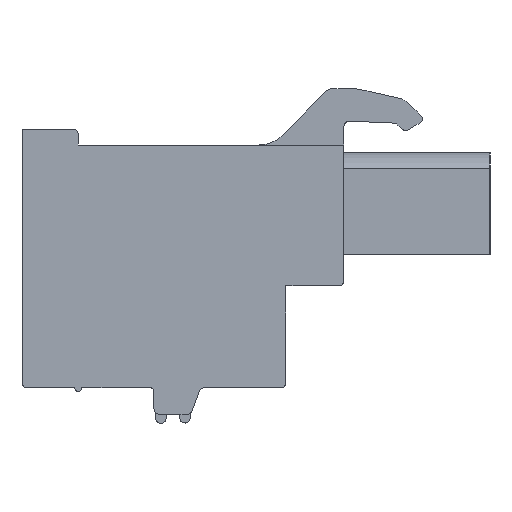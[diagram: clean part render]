
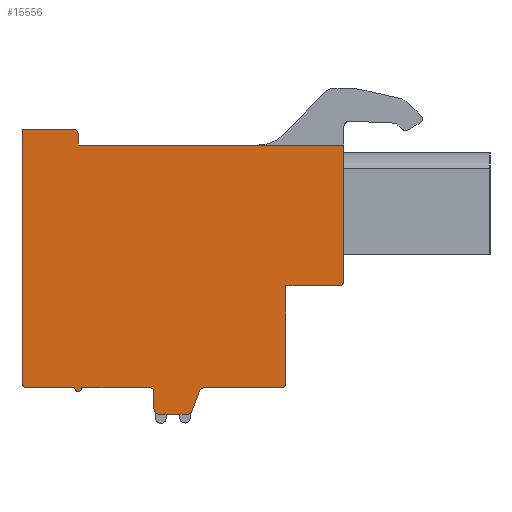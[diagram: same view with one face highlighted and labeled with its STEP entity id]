
A CAD part, left-side view. The second image highlights one B-rep face of the part: STEP entity #15556.
In plain terms, the highlighted planar face has unit normal (-1, 0, 0).
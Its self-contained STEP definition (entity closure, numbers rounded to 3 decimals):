
#102=DIRECTION('',(0.,0.,1.));
#103=VECTOR('',#102,5.5);
#104=CARTESIAN_POINT('',(-97.14,-2.36,-6.54));
#105=LINE('',#104,#103);
#110=CARTESIAN_POINT('',(-97.14,-5.36,-0.74));
#111=DIRECTION('',(1.,0.,0.));
#112=DIRECTION('',(0.,-1.,0.));
#113=AXIS2_PLACEMENT_3D('',#110,#111,#112);
#115=DIRECTION('',(0.,-1.,0.));
#116=VECTOR('',#115,3.);
#117=CARTESIAN_POINT('',(-97.14,-2.36,-1.04));
#118=LINE('',#117,#116);
#119=CARTESIAN_POINT('',(-97.14,-2.06,-6.54));
#120=DIRECTION('',(1.,0.,0.));
#121=DIRECTION('',(0.,-1.,0.));
#122=AXIS2_PLACEMENT_3D('',#119,#120,#121);
#124=DIRECTION('',(0.,1.,0.));
#125=VECTOR('',#124,4.34);
#126=CARTESIAN_POINT('',(-97.14,-2.06,-6.84));
#127=LINE('',#126,#125);
#128=CARTESIAN_POINT('',(-97.14,2.28,-7.14));
#129=DIRECTION('',(-1.,0.,0.));
#130=DIRECTION('',(0.,0.,1.));
#131=AXIS2_PLACEMENT_3D('',#128,#129,#130);
#133=DIRECTION('',(0.,0.345,-0.939));
#134=VECTOR('',#133,1.179);
#135=CARTESIAN_POINT('',(-97.14,2.562,-7.037));
#136=LINE('',#135,#134);
#137=CARTESIAN_POINT('',(-97.14,3.25,-8.04));
#138=DIRECTION('',(1.,0.,0.));
#139=DIRECTION('',(0.,-0.939,-0.345));
#140=AXIS2_PLACEMENT_3D('',#137,#138,#139);
#142=DIRECTION('',(0.,1.,0.));
#143=VECTOR('',#142,1.59);
#144=CARTESIAN_POINT('',(-97.14,3.25,-8.34));
#145=LINE('',#144,#143);
#146=CARTESIAN_POINT('',(-97.14,4.84,-8.04));
#147=DIRECTION('',(1.,0.,0.));
#148=DIRECTION('',(0.,0.,-1.));
#149=AXIS2_PLACEMENT_3D('',#146,#147,#148);
#151=DIRECTION('',(0.,0.,1.));
#152=VECTOR('',#151,1.);
#153=CARTESIAN_POINT('',(-97.14,5.14,-8.04));
#154=LINE('',#153,#152);
#155=CARTESIAN_POINT('',(-97.14,5.34,-7.04));
#156=DIRECTION('',(-1.,0.,0.));
#157=DIRECTION('',(0.,-1.,0.));
#158=AXIS2_PLACEMENT_3D('',#155,#156,#157);
#160=DIRECTION('',(0.,1.,0.));
#161=VECTOR('',#160,3.9);
#162=CARTESIAN_POINT('',(-97.14,5.34,-6.84));
#163=LINE('',#162,#161);
#164=CARTESIAN_POINT('',(-97.14,9.44,-6.84));
#165=DIRECTION('',(1.,0.,0.));
#166=DIRECTION('',(0.,-1.,0.));
#167=AXIS2_PLACEMENT_3D('',#164,#165,#166);
#169=DIRECTION('',(0.,1.,0.));
#170=VECTOR('',#169,2.7);
#171=CARTESIAN_POINT('',(-97.14,9.64,-6.84));
#172=LINE('',#171,#170);
#173=CARTESIAN_POINT('',(-97.14,12.34,-6.54));
#174=DIRECTION('',(1.,0.,0.));
#175=DIRECTION('',(0.,0.,-1.));
#176=AXIS2_PLACEMENT_3D('',#173,#174,#175);
#178=DIRECTION('',(0.,0.,1.));
#179=VECTOR('',#178,14.4);
#180=CARTESIAN_POINT('',(-97.14,12.64,-6.54));
#181=LINE('',#180,#179);
#182=DIRECTION('',(0.,-1.,0.));
#183=VECTOR('',#182,2.9);
#184=CARTESIAN_POINT('',(-97.14,12.64,7.86));
#185=LINE('',#184,#183);
#186=CARTESIAN_POINT('',(-97.14,9.74,7.56));
#187=DIRECTION('',(1.,0.,0.));
#188=DIRECTION('',(0.,0.,1.));
#189=AXIS2_PLACEMENT_3D('',#186,#187,#188);
#191=DIRECTION('',(0.,0.,-1.));
#192=VECTOR('',#191,0.6);
#193=CARTESIAN_POINT('',(-97.14,9.44,7.56));
#194=LINE('',#193,#192);
#195=DIRECTION('',(0.,-1.,0.));
#196=VECTOR('',#195,15.1);
#197=CARTESIAN_POINT('',(-97.14,9.44,6.96));
#198=LINE('',#197,#196);
#4621=DIRECTION('',(0.,0.,1.));
#4622=VECTOR('',#4621,7.7);
#4623=CARTESIAN_POINT('',(-97.14,-5.66,-0.74));
#4624=LINE('',#4623,#4622);
#11771=CARTESIAN_POINT('',(-97.14,9.44,6.96));
#11772=CARTESIAN_POINT('',(-97.14,-5.66,6.96));
#11773=VERTEX_POINT('',#11771);
#11774=VERTEX_POINT('',#11772);
#11775=CARTESIAN_POINT('',(-97.14,-2.36,-6.54));
#11776=CARTESIAN_POINT('',(-97.14,-2.06,-6.84));
#11777=VERTEX_POINT('',#11775);
#11778=VERTEX_POINT('',#11776);
#11779=CARTESIAN_POINT('',(-97.14,2.28,-6.84));
#11780=VERTEX_POINT('',#11779);
#11781=CARTESIAN_POINT('',(-97.14,2.562,-7.037));
#11782=VERTEX_POINT('',#11781);
#11783=CARTESIAN_POINT('',(-97.14,2.968,-8.143));
#11784=VERTEX_POINT('',#11783);
#11785=CARTESIAN_POINT('',(-97.14,3.25,-8.34));
#11786=VERTEX_POINT('',#11785);
#11787=CARTESIAN_POINT('',(-97.14,4.84,-8.34));
#11788=VERTEX_POINT('',#11787);
#11789=CARTESIAN_POINT('',(-97.14,5.14,-8.04));
#11790=VERTEX_POINT('',#11789);
#11791=CARTESIAN_POINT('',(-97.14,5.14,-7.04));
#11792=VERTEX_POINT('',#11791);
#11793=CARTESIAN_POINT('',(-97.14,5.34,-6.84));
#11794=VERTEX_POINT('',#11793);
#11795=CARTESIAN_POINT('',(-97.14,9.24,-6.84));
#11796=VERTEX_POINT('',#11795);
#11797=CARTESIAN_POINT('',(-97.14,9.64,-6.84));
#11798=VERTEX_POINT('',#11797);
#11799=CARTESIAN_POINT('',(-97.14,12.34,-6.84));
#11800=VERTEX_POINT('',#11799);
#11801=CARTESIAN_POINT('',(-97.14,12.64,-6.54));
#11802=VERTEX_POINT('',#11801);
#11803=CARTESIAN_POINT('',(-97.14,12.64,7.86));
#11804=VERTEX_POINT('',#11803);
#11805=CARTESIAN_POINT('',(-97.14,9.74,7.86));
#11806=VERTEX_POINT('',#11805);
#11807=CARTESIAN_POINT('',(-97.14,9.44,7.56));
#11808=VERTEX_POINT('',#11807);
#15339=CARTESIAN_POINT('',(-97.14,-5.66,-0.74));
#15340=VERTEX_POINT('',#15339);
#15341=CARTESIAN_POINT('',(-97.14,-2.36,-1.04));
#15342=VERTEX_POINT('',#15341);
#15343=CARTESIAN_POINT('',(-97.14,-5.36,-1.04));
#15344=VERTEX_POINT('',#15343);
#15508=CARTESIAN_POINT('',(-97.14,0.,0.));
#15509=DIRECTION('',(1.,0.,0.));
#15510=DIRECTION('',(0.,-1.,0.));
#15511=AXIS2_PLACEMENT_3D('',#15508,#15509,#15510);
#15512=PLANE('',#15511);
#15513=ORIENTED_EDGE('',*,*,#15472,.T.);
#15514=ORIENTED_EDGE('',*,*,#15487,.F.);
#15515=ORIENTED_EDGE('',*,*,#15499,.F.);
#15517=ORIENTED_EDGE('',*,*,#15516,.T.);
#15519=ORIENTED_EDGE('',*,*,#15518,.T.);
#15521=ORIENTED_EDGE('',*,*,#15520,.T.);
#15523=ORIENTED_EDGE('',*,*,#15522,.T.);
#15525=ORIENTED_EDGE('',*,*,#15524,.T.);
#15527=ORIENTED_EDGE('',*,*,#15526,.T.);
#15529=ORIENTED_EDGE('',*,*,#15528,.T.);
#15531=ORIENTED_EDGE('',*,*,#15530,.T.);
#15533=ORIENTED_EDGE('',*,*,#15532,.T.);
#15535=ORIENTED_EDGE('',*,*,#15534,.T.);
#15537=ORIENTED_EDGE('',*,*,#15536,.T.);
#15539=ORIENTED_EDGE('',*,*,#15538,.T.);
#15541=ORIENTED_EDGE('',*,*,#15540,.T.);
#15543=ORIENTED_EDGE('',*,*,#15542,.T.);
#15545=ORIENTED_EDGE('',*,*,#15544,.T.);
#15547=ORIENTED_EDGE('',*,*,#15546,.T.);
#15549=ORIENTED_EDGE('',*,*,#15548,.T.);
#15551=ORIENTED_EDGE('',*,*,#15550,.T.);
#15553=ORIENTED_EDGE('',*,*,#15552,.F.);
#15554=EDGE_LOOP('',(#15513,#15514,#15515,#15517,#15519,#15521,#15523,#15525,
#15527,#15529,#15531,#15533,#15535,#15537,#15539,#15541,#15543,#15545,#15547,
#15549,#15551,#15553));
#15555=FACE_OUTER_BOUND('',#15554,.F.);
#15556=ADVANCED_FACE('',(#15555),#15512,.F.);
#114=CIRCLE('',#113,0.3);
#123=CIRCLE('',#122,0.3);
#132=CIRCLE('',#131,0.3);
#141=CIRCLE('',#140,0.3);
#150=CIRCLE('',#149,0.3);
#159=CIRCLE('',#158,0.2);
#168=CIRCLE('',#167,0.2);
#177=CIRCLE('',#176,0.3);
#190=CIRCLE('',#189,0.3);
#15472=EDGE_CURVE('',#15340,#15344,#114,.T.);
#15487=EDGE_CURVE('',#15342,#15344,#118,.T.);
#15499=EDGE_CURVE('',#11777,#15342,#105,.T.);
#15516=EDGE_CURVE('',#11777,#11778,#123,.T.);
#15518=EDGE_CURVE('',#11778,#11780,#127,.T.);
#15520=EDGE_CURVE('',#11780,#11782,#132,.T.);
#15522=EDGE_CURVE('',#11782,#11784,#136,.T.);
#15524=EDGE_CURVE('',#11784,#11786,#141,.T.);
#15526=EDGE_CURVE('',#11786,#11788,#145,.T.);
#15528=EDGE_CURVE('',#11788,#11790,#150,.T.);
#15530=EDGE_CURVE('',#11790,#11792,#154,.T.);
#15532=EDGE_CURVE('',#11792,#11794,#159,.T.);
#15534=EDGE_CURVE('',#11794,#11796,#163,.T.);
#15536=EDGE_CURVE('',#11796,#11798,#168,.T.);
#15538=EDGE_CURVE('',#11798,#11800,#172,.T.);
#15540=EDGE_CURVE('',#11800,#11802,#177,.T.);
#15542=EDGE_CURVE('',#11802,#11804,#181,.T.);
#15544=EDGE_CURVE('',#11804,#11806,#185,.T.);
#15546=EDGE_CURVE('',#11806,#11808,#190,.T.);
#15548=EDGE_CURVE('',#11808,#11773,#194,.T.);
#15550=EDGE_CURVE('',#11773,#11774,#198,.T.);
#15552=EDGE_CURVE('',#15340,#11774,#4624,.T.);
